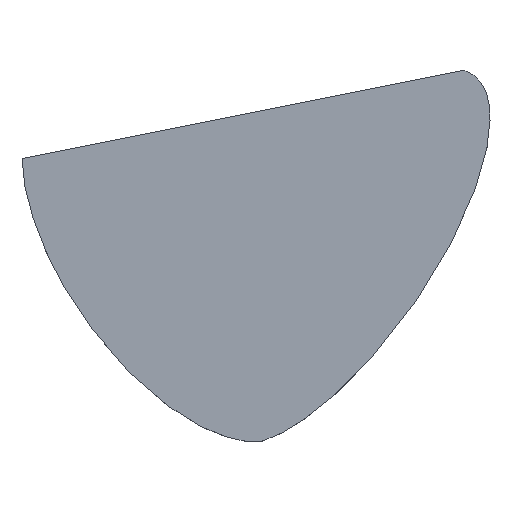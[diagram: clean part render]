
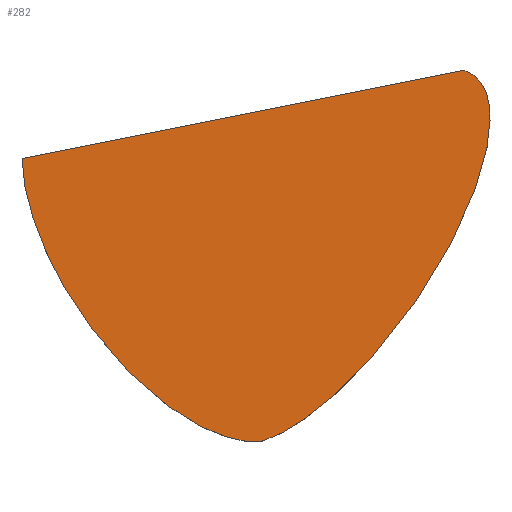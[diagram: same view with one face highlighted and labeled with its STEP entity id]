
A CAD part, top view. The second image highlights one B-rep face of the part: STEP entity #282.
In plain terms, the highlighted planar face has unit normal (0, 0, 1).
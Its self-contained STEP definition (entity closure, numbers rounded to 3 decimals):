
#35 = VERTEX_POINT('',#36);
#36 = CARTESIAN_POINT('',(-49.766,-6.97,6.35));
#43 = SURFACE_OF_LINEAR_EXTRUSION('',#44,#49);
#44 = ELLIPSE('',#45,39.227,18.772);
#45 = AXIS2_PLACEMENT_3D('',#46,#47,#48);
#46 = CARTESIAN_POINT('',(-22.283,-26.888,0.));
#47 = DIRECTION('',(0.,0.,1.));
#48 = DIRECTION('',(-0.583,0.812,0.));
#49 = VECTOR('',#50,1.);
#50 = DIRECTION('',(-0.,-0.,-1.));
#58 = PLANE('',#59);
#59 = AXIS2_PLACEMENT_3D('',#60,#61,#62);
#60 = CARTESIAN_POINT('',(-49.766,-6.97,0.));
#61 = DIRECTION('',(-0.196,0.981,0.));
#62 = DIRECTION('',(0.981,0.196,0.));
#70 = EDGE_CURVE('',#35,#71,#73,.T.);
#71 = VERTEX_POINT('',#72);
#72 = CARTESIAN_POINT('',(-4.353,-60.527,6.35));
#73 = SURFACE_CURVE('',#74,(#79,#86),.PCURVE_S1.);
#74 = ELLIPSE('',#75,39.227,18.772);
#75 = AXIS2_PLACEMENT_3D('',#76,#77,#78);
#76 = CARTESIAN_POINT('',(-22.283,-26.888,6.35));
#77 = DIRECTION('',(0.,0.,1.));
#78 = DIRECTION('',(-0.583,0.812,0.));
#79 = PCURVE('',#43,#80);
#80 = DEFINITIONAL_REPRESENTATION('',(#81),#85);
#81 = LINE('',#82,#83);
#82 = CARTESIAN_POINT('',(0.,-6.35));
#83 = VECTOR('',#84,1.);
#84 = DIRECTION('',(1.,0.));
#85 = ( GEOMETRIC_REPRESENTATION_CONTEXT(2) 
PARAMETRIC_REPRESENTATION_CONTEXT() REPRESENTATION_CONTEXT('2D SPACE',''
  ) );
#86 = PCURVE('',#87,#92);
#87 = PLANE('',#88);
#88 = AXIS2_PLACEMENT_3D('',#89,#90,#91);
#89 = CARTESIAN_POINT('',(-4.48,-21.106,6.35));
#90 = DIRECTION('',(0.,0.,1.));
#91 = DIRECTION('',(1.,0.,0.));
#92 = DEFINITIONAL_REPRESENTATION('',(#93),#97);
#93 = ELLIPSE('',#94,39.227,18.772);
#94 = AXIS2_PLACEMENT_2D('',#95,#96);
#95 = CARTESIAN_POINT('',(-17.803,-5.782));
#96 = DIRECTION('',(-0.583,0.812));
#97 = ( GEOMETRIC_REPRESENTATION_CONTEXT(2) 
PARAMETRIC_REPRESENTATION_CONTEXT() REPRESENTATION_CONTEXT('2D SPACE',''
  ) );
#115 = SURFACE_OF_LINEAR_EXTRUSION('',#116,#121);
#116 = ELLIPSE('',#117,42.068,15.66);
#117 = AXIS2_PLACEMENT_3D('',#118,#119,#120);
#118 = CARTESIAN_POINT('',(11.581,-25.605,0.));
#119 = DIRECTION('',(0.,0.,1.));
#120 = DIRECTION('',(-0.572,-0.82,0.));
#121 = VECTOR('',#122,1.);
#122 = DIRECTION('',(-0.,-0.,-1.));
#161 = EDGE_CURVE('',#71,#162,#164,.T.);
#162 = VERTEX_POINT('',#163);
#163 = CARTESIAN_POINT('',(33.812,9.762,6.35));
#164 = SURFACE_CURVE('',#165,(#170,#177),.PCURVE_S1.);
#165 = ELLIPSE('',#166,42.068,15.66);
#166 = AXIS2_PLACEMENT_3D('',#167,#168,#169);
#167 = CARTESIAN_POINT('',(11.581,-25.605,6.35));
#168 = DIRECTION('',(0.,0.,1.));
#169 = DIRECTION('',(-0.572,-0.82,0.));
#170 = PCURVE('',#115,#171);
#171 = DEFINITIONAL_REPRESENTATION('',(#172),#176);
#172 = LINE('',#173,#174);
#173 = CARTESIAN_POINT('',(0.,-6.35));
#174 = VECTOR('',#175,1.);
#175 = DIRECTION('',(1.,0.));
#176 = ( GEOMETRIC_REPRESENTATION_CONTEXT(2) 
PARAMETRIC_REPRESENTATION_CONTEXT() REPRESENTATION_CONTEXT('2D SPACE',''
  ) );
#177 = PCURVE('',#87,#178);
#178 = DEFINITIONAL_REPRESENTATION('',(#179),#183);
#179 = ELLIPSE('',#180,42.068,15.66);
#180 = AXIS2_PLACEMENT_2D('',#181,#182);
#181 = CARTESIAN_POINT('',(16.061,-4.499));
#182 = DIRECTION('',(-0.572,-0.82));
#183 = ( GEOMETRIC_REPRESENTATION_CONTEXT(2) 
PARAMETRIC_REPRESENTATION_CONTEXT() REPRESENTATION_CONTEXT('2D SPACE',''
  ) );
#234 = EDGE_CURVE('',#35,#162,#235,.T.);
#235 = SURFACE_CURVE('',#236,(#240,#247),.PCURVE_S1.);
#236 = LINE('',#237,#238);
#237 = CARTESIAN_POINT('',(-49.766,-6.97,6.35));
#238 = VECTOR('',#239,1.);
#239 = DIRECTION('',(0.981,0.196,0.));
#240 = PCURVE('',#58,#241);
#241 = DEFINITIONAL_REPRESENTATION('',(#242),#246);
#242 = LINE('',#243,#244);
#243 = CARTESIAN_POINT('',(0.,-6.35));
#244 = VECTOR('',#245,1.);
#245 = DIRECTION('',(1.,0.));
#246 = ( GEOMETRIC_REPRESENTATION_CONTEXT(2) 
PARAMETRIC_REPRESENTATION_CONTEXT() REPRESENTATION_CONTEXT('2D SPACE',''
  ) );
#247 = PCURVE('',#87,#248);
#248 = DEFINITIONAL_REPRESENTATION('',(#249),#253);
#249 = LINE('',#250,#251);
#250 = CARTESIAN_POINT('',(-45.287,14.135));
#251 = VECTOR('',#252,1.);
#252 = DIRECTION('',(0.981,0.196));
#253 = ( GEOMETRIC_REPRESENTATION_CONTEXT(2) 
PARAMETRIC_REPRESENTATION_CONTEXT() REPRESENTATION_CONTEXT('2D SPACE',''
  ) );
#282 = ADVANCED_FACE('',(#283),#87,.T.);
#283 = FACE_BOUND('',#284,.T.);
#284 = EDGE_LOOP('',(#285,#286,#287));
#285 = ORIENTED_EDGE('',*,*,#70,.T.);
#286 = ORIENTED_EDGE('',*,*,#161,.T.);
#287 = ORIENTED_EDGE('',*,*,#234,.F.);
